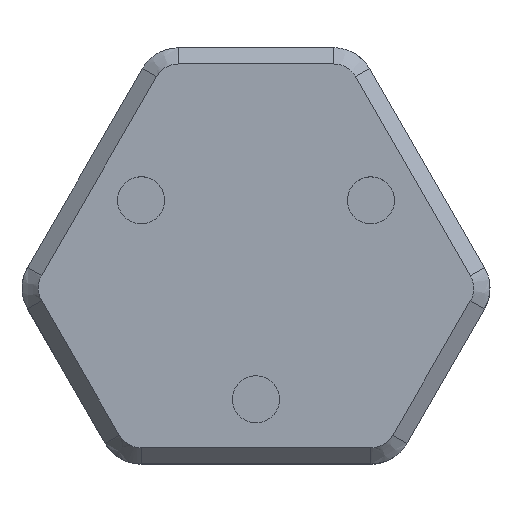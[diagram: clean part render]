
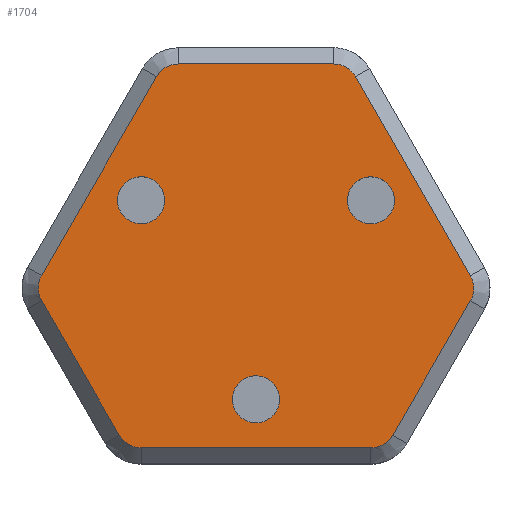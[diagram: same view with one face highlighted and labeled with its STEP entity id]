
A CAD part, top view. The second image highlights one B-rep face of the part: STEP entity #1704.
In plain terms, the highlighted planar face has unit normal (0, 0, 1).
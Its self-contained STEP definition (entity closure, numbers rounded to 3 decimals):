
#48=FACE_BOUND('',#265,.T.);
#49=FACE_BOUND('',#266,.T.);
#50=FACE_BOUND('',#267,.T.);
#58=B_SPLINE_CURVE_WITH_KNOTS('',3,(#2645,#2646,#2647,#2648,#2649,#2650,
#2651,#2652),.UNSPECIFIED.,.F.,.F.,(4,2,2,4),(-0.211,-0.146,
-0.081,0.),.UNSPECIFIED.);
#60=B_SPLINE_CURVE_WITH_KNOTS('',3,(#2702,#2703,#2704,#2705,#2706,#2707,
#2708,#2709),.UNSPECIFIED.,.F.,.F.,(4,2,2,4),(-0.211,-0.146,
-0.081,0.),.UNSPECIFIED.);
#62=B_SPLINE_CURVE_WITH_KNOTS('',3,(#2759,#2760,#2761,#2762,#2763,#2764,
#2765,#2766),.UNSPECIFIED.,.F.,.F.,(4,2,2,4),(-0.211,-0.146,
-0.081,0.),.UNSPECIFIED.);
#64=B_SPLINE_CURVE_WITH_KNOTS('',3,(#2811,#2812,#2813,#2814,#2815,#2816,
#2817),.UNSPECIFIED.,.F.,.F.,(4,2,1,4),(-0.211,-0.146,
-0.058,0.),.UNSPECIFIED.);
#66=B_SPLINE_CURVE_WITH_KNOTS('',3,(#2864,#2865,#2866,#2867,#2868,#2869,
#2870,#2871),.UNSPECIFIED.,.F.,.F.,(4,2,2,4),(-0.211,-0.146,
-0.081,0.),.UNSPECIFIED.);
#68=B_SPLINE_CURVE_WITH_KNOTS('',3,(#2918,#2919,#2920,#2921,#2922,#2923,
#2924,#2925),.UNSPECIFIED.,.F.,.F.,(4,2,2,4),(-0.211,-0.146,
-0.081,0.),.UNSPECIFIED.);
#94=CIRCLE('',#1818,2.9);
#95=CIRCLE('',#1819,2.9);
#96=CIRCLE('',#1820,2.9);
#166=FACE_OUTER_BOUND('',#264,.T.);
#264=EDGE_LOOP('',(#1403,#1404,#1405,#1406,#1407,#1408,#1409,#1410,#1411,
#1412,#1413,#1414));
#265=EDGE_LOOP('',(#1415));
#266=EDGE_LOOP('',(#1416));
#267=EDGE_LOOP('',(#1417));
#425=LINE('',#2606,#621);
#430=LINE('',#2665,#626);
#434=LINE('',#2722,#630);
#438=LINE('',#2779,#634);
#442=LINE('',#2828,#638);
#445=LINE('',#2884,#641);
#621=VECTOR('',#2103,10.);
#626=VECTOR('',#2110,10.);
#630=VECTOR('',#2116,10.);
#634=VECTOR('',#2122,10.);
#638=VECTOR('',#2128,10.);
#641=VECTOR('',#2133,10.);
#795=VERTEX_POINT('',#2603);
#796=VERTEX_POINT('',#2605);
#799=VERTEX_POINT('',#2643);
#801=VERTEX_POINT('',#2663);
#803=VERTEX_POINT('',#2700);
#805=VERTEX_POINT('',#2720);
#807=VERTEX_POINT('',#2757);
#809=VERTEX_POINT('',#2777);
#810=VERTEX_POINT('',#2809);
#811=VERTEX_POINT('',#2826);
#813=VERTEX_POINT('',#2862);
#815=VERTEX_POINT('',#2882);
#824=VERTEX_POINT('',#3022);
#825=VERTEX_POINT('',#3024);
#826=VERTEX_POINT('',#3026);
#992=EDGE_CURVE('',#795,#796,#425,.T.);
#996=EDGE_CURVE('',#799,#795,#58,.T.);
#999=EDGE_CURVE('',#801,#799,#430,.T.);
#1002=EDGE_CURVE('',#803,#801,#60,.T.);
#1005=EDGE_CURVE('',#805,#803,#434,.T.);
#1008=EDGE_CURVE('',#807,#805,#62,.T.);
#1011=EDGE_CURVE('',#809,#807,#438,.T.);
#1014=EDGE_CURVE('',#810,#809,#64,.T.);
#1017=EDGE_CURVE('',#811,#810,#442,.T.);
#1019=EDGE_CURVE('',#813,#811,#66,.T.);
#1022=EDGE_CURVE('',#815,#813,#445,.T.);
#1024=EDGE_CURVE('',#796,#815,#68,.T.);
#1042=EDGE_CURVE('',#824,#824,#94,.T.);
#1043=EDGE_CURVE('',#825,#825,#95,.T.);
#1044=EDGE_CURVE('',#826,#826,#96,.T.);
#1403=ORIENTED_EDGE('',*,*,#992,.F.);
#1404=ORIENTED_EDGE('',*,*,#996,.F.);
#1405=ORIENTED_EDGE('',*,*,#999,.F.);
#1406=ORIENTED_EDGE('',*,*,#1002,.F.);
#1407=ORIENTED_EDGE('',*,*,#1005,.F.);
#1408=ORIENTED_EDGE('',*,*,#1008,.F.);
#1409=ORIENTED_EDGE('',*,*,#1011,.F.);
#1410=ORIENTED_EDGE('',*,*,#1014,.F.);
#1411=ORIENTED_EDGE('',*,*,#1017,.F.);
#1412=ORIENTED_EDGE('',*,*,#1019,.F.);
#1413=ORIENTED_EDGE('',*,*,#1022,.F.);
#1414=ORIENTED_EDGE('',*,*,#1024,.F.);
#1415=ORIENTED_EDGE('',*,*,#1042,.T.);
#1416=ORIENTED_EDGE('',*,*,#1043,.T.);
#1417=ORIENTED_EDGE('',*,*,#1044,.T.);
#1623=PLANE('',#1817);
#1704=ADVANCED_FACE('',(#166,#48,#49,#50),#1623,.T.);
#1817=AXIS2_PLACEMENT_3D('',#3021,#2154,#2155);
#1818=AXIS2_PLACEMENT_3D('',#3023,#2156,#2157);
#1819=AXIS2_PLACEMENT_3D('',#3025,#2158,#2159);
#1820=AXIS2_PLACEMENT_3D('',#3027,#2160,#2161);
#2103=DIRECTION('',(-0.5,0.866,0.));
#2110=DIRECTION('',(-1.,0.,0.));
#2116=DIRECTION('',(-0.5,-0.866,0.));
#2122=DIRECTION('',(0.5,-0.866,0.));
#2128=DIRECTION('',(1.,0.,0.));
#2133=DIRECTION('',(0.5,0.866,0.));
#2154=DIRECTION('center_axis',(0.,0.,1.));
#2155=DIRECTION('ref_axis',(-1.,0.,0.));
#2156=DIRECTION('center_axis',(0.,0.,-1.));
#2157=DIRECTION('ref_axis',(-1.,0.,0.));
#2158=DIRECTION('center_axis',(0.,0.,-1.));
#2159=DIRECTION('ref_axis',(0.5,-0.866,0.));
#2160=DIRECTION('center_axis',(0.,0.,-1.));
#2161=DIRECTION('ref_axis',(0.5,0.866,0.));
#2603=CARTESIAN_POINT('',(-1197.531,-15.692,14.6));
#2605=CARTESIAN_POINT('',(-1207.076,0.841,14.6));
#2606=CARTESIAN_POINT('',(-1204.975,-2.798,14.6));
#2643=CARTESIAN_POINT('',(-1194.846,-17.242,14.6));
#2645=CARTESIAN_POINT('Ctrl Pts',(-1194.846,-17.242,14.6));
#2646=CARTESIAN_POINT('Ctrl Pts',(-1195.17,-17.242,14.6));
#2647=CARTESIAN_POINT('Ctrl Pts',(-1195.501,-17.195,14.6));
#2648=CARTESIAN_POINT('Ctrl Pts',(-1196.148,-16.986,14.6));
#2649=CARTESIAN_POINT('Ctrl Pts',(-1196.452,-16.827,14.6));
#2650=CARTESIAN_POINT('Ctrl Pts',(-1197.061,-16.361,14.6));
#2651=CARTESIAN_POINT('Ctrl Pts',(-1197.33,-16.039,14.6));
#2652=CARTESIAN_POINT('Ctrl Pts',(-1197.531,-15.692,14.6));
#2663=CARTESIAN_POINT('',(-1166.575,-17.242,14.6));
#2665=CARTESIAN_POINT('',(-1187.781,-17.242,14.6));
#2700=CARTESIAN_POINT('',(-1163.89,-15.692,14.6));
#2702=CARTESIAN_POINT('Ctrl Pts',(-1163.89,-15.692,14.6));
#2703=CARTESIAN_POINT('Ctrl Pts',(-1164.052,-15.972,14.6));
#2704=CARTESIAN_POINT('Ctrl Pts',(-1164.258,-16.236,14.6));
#2705=CARTESIAN_POINT('Ctrl Pts',(-1164.763,-16.691,14.6));
#2706=CARTESIAN_POINT('Ctrl Pts',(-1165.053,-16.875,14.6));
#2707=CARTESIAN_POINT('Ctrl Pts',(-1165.761,-17.17,14.6));
#2708=CARTESIAN_POINT('Ctrl Pts',(-1166.174,-17.242,14.6));
#2709=CARTESIAN_POINT('Ctrl Pts',(-1166.575,-17.242,14.6));
#2720=CARTESIAN_POINT('',(-1154.355,0.823,14.6));
#2722=CARTESIAN_POINT('',(-1161.22,-11.066,14.6));
#2757=CARTESIAN_POINT('',(-1154.355,3.923,14.6));
#2759=CARTESIAN_POINT('Ctrl Pts',(-1154.355,3.923,14.6));
#2760=CARTESIAN_POINT('Ctrl Pts',(-1154.194,3.643,14.6));
#2761=CARTESIAN_POINT('Ctrl Pts',(-1154.068,3.332,14.6));
#2762=CARTESIAN_POINT('Ctrl Pts',(-1153.926,2.667,14.6));
#2763=CARTESIAN_POINT('Ctrl Pts',(-1153.912,2.325,14.6));
#2764=CARTESIAN_POINT('Ctrl Pts',(-1154.011,1.564,14.6));
#2765=CARTESIAN_POINT('Ctrl Pts',(-1154.155,1.17,14.6));
#2766=CARTESIAN_POINT('Ctrl Pts',(-1154.355,0.823,14.6));
#2777=CARTESIAN_POINT('',(-1168.491,28.406,14.6));
#2779=CARTESIAN_POINT('',(-1158.178,10.543,14.6));
#2809=CARTESIAN_POINT('',(-1171.176,29.956,14.6));
#2811=CARTESIAN_POINT('Ctrl Pts',(-1171.176,29.956,14.6));
#2812=CARTESIAN_POINT('Ctrl Pts',(-1170.852,29.956,14.6));
#2813=CARTESIAN_POINT('Ctrl Pts',(-1170.521,29.909,14.6));
#2814=CARTESIAN_POINT('Ctrl Pts',(-1169.761,29.666,14.6));
#2815=CARTESIAN_POINT('Ctrl Pts',(-1169.083,29.249,14.6));
#2816=CARTESIAN_POINT('Ctrl Pts',(-1168.635,28.656,14.6));
#2817=CARTESIAN_POINT('Ctrl Pts',(-1168.491,28.406,14.6));
#2826=CARTESIAN_POINT('',(-1190.266,29.956,14.6));
#2828=CARTESIAN_POINT('',(-1175.946,29.956,14.6));
#2862=CARTESIAN_POINT('',(-1192.951,28.406,14.6));
#2864=CARTESIAN_POINT('Ctrl Pts',(-1192.951,28.406,14.6));
#2865=CARTESIAN_POINT('Ctrl Pts',(-1192.789,28.686,14.6));
#2866=CARTESIAN_POINT('Ctrl Pts',(-1192.583,28.95,14.6));
#2867=CARTESIAN_POINT('Ctrl Pts',(-1192.078,29.406,14.6));
#2868=CARTESIAN_POINT('Ctrl Pts',(-1191.789,29.59,14.6));
#2869=CARTESIAN_POINT('Ctrl Pts',(-1191.08,29.884,14.6));
#2870=CARTESIAN_POINT('Ctrl Pts',(-1190.667,29.956,14.6));
#2871=CARTESIAN_POINT('Ctrl Pts',(-1190.266,29.956,14.6));
#2882=CARTESIAN_POINT('',(-1207.076,3.941,14.6));
#2884=CARTESIAN_POINT('',(-1196.195,22.787,14.6));
#2918=CARTESIAN_POINT('Ctrl Pts',(-1207.076,0.841,14.6));
#2919=CARTESIAN_POINT('Ctrl Pts',(-1207.238,1.121,14.6));
#2920=CARTESIAN_POINT('Ctrl Pts',(-1207.363,1.432,14.6));
#2921=CARTESIAN_POINT('Ctrl Pts',(-1207.505,2.097,14.6));
#2922=CARTESIAN_POINT('Ctrl Pts',(-1207.52,2.439,14.6));
#2923=CARTESIAN_POINT('Ctrl Pts',(-1207.42,3.2,14.6));
#2924=CARTESIAN_POINT('Ctrl Pts',(-1207.277,3.594,14.6));
#2925=CARTESIAN_POINT('Ctrl Pts',(-1207.076,3.941,14.6));
#3021=CARTESIAN_POINT('Origin',(-1180.716,6.357,14.6));
#3022=CARTESIAN_POINT('',(-1191.947,13.191,14.6));
#3023=CARTESIAN_POINT('Origin',(-1194.847,13.191,14.6));
#3024=CARTESIAN_POINT('',(-1182.172,-8.783,14.6));
#3025=CARTESIAN_POINT('Origin',(-1180.722,-11.294,14.6));
#3026=CARTESIAN_POINT('',(-1168.03,10.67,14.6));
#3027=CARTESIAN_POINT('Origin',(-1166.58,13.181,14.6));
